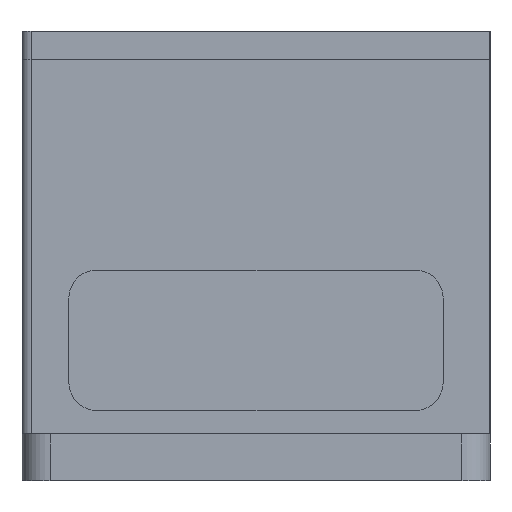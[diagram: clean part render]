
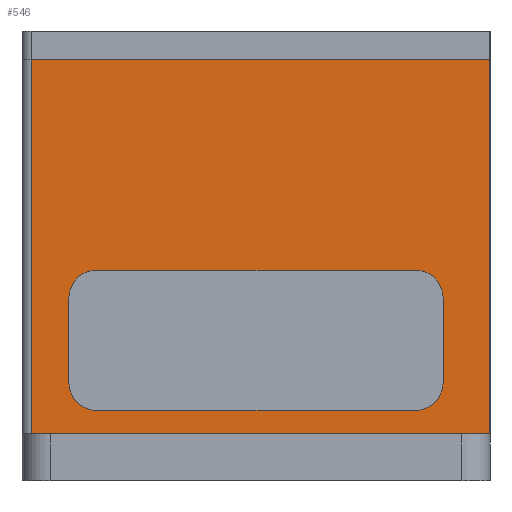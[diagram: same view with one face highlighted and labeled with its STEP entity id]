
A CAD part, left-side view. The second image highlights one B-rep face of the part: STEP entity #546.
In plain terms, the highlighted planar face has unit normal (-1, 0, 0).
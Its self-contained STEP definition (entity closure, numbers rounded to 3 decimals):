
#145 = EDGE_CURVE('',#146,#148,#150,.T.);
#146 = VERTEX_POINT('',#147);
#147 = CARTESIAN_POINT('',(-47.5,17.,22.5));
#148 = VERTEX_POINT('',#149);
#149 = CARTESIAN_POINT('',(-47.5,-17.,22.5));
#150 = LINE('',#151,#152);
#151 = CARTESIAN_POINT('',(-47.5,20.,22.5));
#152 = VECTOR('',#153,1.);
#153 = DIRECTION('',(0.,-1.,0.));
#176 = EDGE_CURVE('',#148,#177,#179,.T.);
#177 = VERTEX_POINT('',#178);
#178 = CARTESIAN_POINT('',(-47.5,-20.,19.5));
#179 = CIRCLE('',#180,3.);
#180 = AXIS2_PLACEMENT_3D('',#181,#182,#183);
#181 = CARTESIAN_POINT('',(-47.5,-17.,19.5));
#182 = DIRECTION('',(1.,0.,-0.));
#183 = DIRECTION('',(0.,0.,1.));
#203 = EDGE_CURVE('',#146,#204,#206,.T.);
#204 = VERTEX_POINT('',#205);
#205 = CARTESIAN_POINT('',(-47.5,20.,19.5));
#206 = CIRCLE('',#207,3.);
#207 = AXIS2_PLACEMENT_3D('',#208,#209,#210);
#208 = CARTESIAN_POINT('',(-47.5,17.,19.5));
#209 = DIRECTION('',(-1.,0.,0.));
#210 = DIRECTION('',(0.,0.,1.));
#226 = EDGE_CURVE('',#177,#227,#229,.T.);
#227 = VERTEX_POINT('',#228);
#228 = CARTESIAN_POINT('',(-47.5,-20.,10.5));
#229 = LINE('',#230,#231);
#230 = CARTESIAN_POINT('',(-47.5,-20.,22.5));
#231 = VECTOR('',#232,1.);
#232 = DIRECTION('',(0.,0.,-1.));
#292 = EDGE_CURVE('',#227,#293,#295,.T.);
#293 = VERTEX_POINT('',#294);
#294 = CARTESIAN_POINT('',(-47.5,-17.,7.5));
#295 = CIRCLE('',#296,3.);
#296 = AXIS2_PLACEMENT_3D('',#297,#298,#299);
#297 = CARTESIAN_POINT('',(-47.5,-17.,10.5));
#298 = DIRECTION('',(1.,0.,-0.));
#299 = DIRECTION('',(0.,0.,1.));
#317 = EDGE_CURVE('',#293,#318,#320,.T.);
#318 = VERTEX_POINT('',#319);
#319 = CARTESIAN_POINT('',(-47.5,17.,7.5));
#320 = LINE('',#321,#322);
#321 = CARTESIAN_POINT('',(-47.5,-20.,7.5));
#322 = VECTOR('',#323,1.);
#323 = DIRECTION('',(0.,1.,0.));
#376 = EDGE_CURVE('',#318,#377,#379,.T.);
#377 = VERTEX_POINT('',#378);
#378 = CARTESIAN_POINT('',(-47.5,20.,10.5));
#379 = CIRCLE('',#380,3.);
#380 = AXIS2_PLACEMENT_3D('',#381,#382,#383);
#381 = CARTESIAN_POINT('',(-47.5,17.,10.5));
#382 = DIRECTION('',(1.,0.,-0.));
#383 = DIRECTION('',(0.,0.,1.));
#410 = VERTEX_POINT('',#411);
#411 = CARTESIAN_POINT('',(-47.5,-25.,45.));
#417 = EDGE_CURVE('',#418,#410,#420,.T.);
#418 = VERTEX_POINT('',#419);
#419 = CARTESIAN_POINT('',(-47.5,-25.,5.));
#420 = LINE('',#421,#422);
#421 = CARTESIAN_POINT('',(-47.5,-25.,5.));
#422 = VECTOR('',#423,1.);
#423 = DIRECTION('',(0.,0.,1.));
#546 = ADVANCED_FACE('',(#547,#562),#587,.T.);
#547 = FACE_BOUND('',#548,.T.);
#548 = EDGE_LOOP('',(#549,#550,#551,#557,#558,#559,#560,#561));
#549 = ORIENTED_EDGE('',*,*,#317,.T.);
#550 = ORIENTED_EDGE('',*,*,#376,.T.);
#551 = ORIENTED_EDGE('',*,*,#552,.T.);
#552 = EDGE_CURVE('',#377,#204,#553,.T.);
#553 = LINE('',#554,#555);
#554 = CARTESIAN_POINT('',(-47.5,20.,7.5));
#555 = VECTOR('',#556,1.);
#556 = DIRECTION('',(0.,0.,1.));
#557 = ORIENTED_EDGE('',*,*,#203,.F.);
#558 = ORIENTED_EDGE('',*,*,#145,.T.);
#559 = ORIENTED_EDGE('',*,*,#176,.T.);
#560 = ORIENTED_EDGE('',*,*,#226,.T.);
#561 = ORIENTED_EDGE('',*,*,#292,.T.);
#562 = FACE_BOUND('',#563,.T.);
#563 = EDGE_LOOP('',(#564,#572,#573,#581));
#564 = ORIENTED_EDGE('',*,*,#565,.F.);
#565 = EDGE_CURVE('',#418,#566,#568,.T.);
#566 = VERTEX_POINT('',#567);
#567 = CARTESIAN_POINT('',(-47.5,24.,5.));
#568 = LINE('',#569,#570);
#569 = CARTESIAN_POINT('',(-47.5,-25.,5.));
#570 = VECTOR('',#571,1.);
#571 = DIRECTION('',(0.,1.,0.));
#572 = ORIENTED_EDGE('',*,*,#417,.T.);
#573 = ORIENTED_EDGE('',*,*,#574,.T.);
#574 = EDGE_CURVE('',#410,#575,#577,.T.);
#575 = VERTEX_POINT('',#576);
#576 = CARTESIAN_POINT('',(-47.5,24.,45.));
#577 = LINE('',#578,#579);
#578 = CARTESIAN_POINT('',(-47.5,-25.,45.));
#579 = VECTOR('',#580,1.);
#580 = DIRECTION('',(0.,1.,0.));
#581 = ORIENTED_EDGE('',*,*,#582,.F.);
#582 = EDGE_CURVE('',#566,#575,#583,.T.);
#583 = LINE('',#584,#585);
#584 = CARTESIAN_POINT('',(-47.5,24.,5.));
#585 = VECTOR('',#586,1.);
#586 = DIRECTION('',(0.,0.,1.));
#587 = PLANE('',#588);
#588 = AXIS2_PLACEMENT_3D('',#589,#590,#591);
#589 = CARTESIAN_POINT('',(-47.5,-25.,5.));
#590 = DIRECTION('',(-1.,0.,0.));
#591 = DIRECTION('',(0.,1.,0.));
